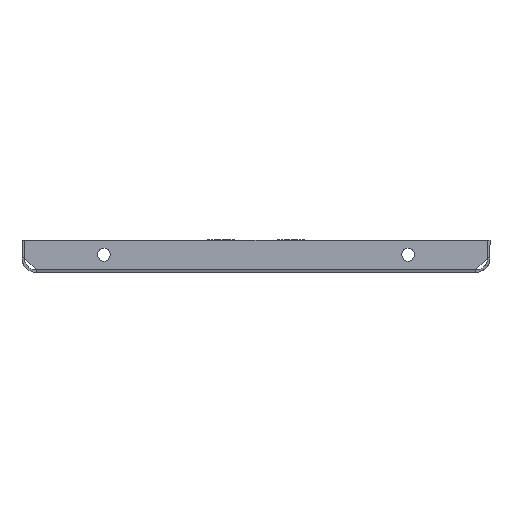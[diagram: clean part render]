
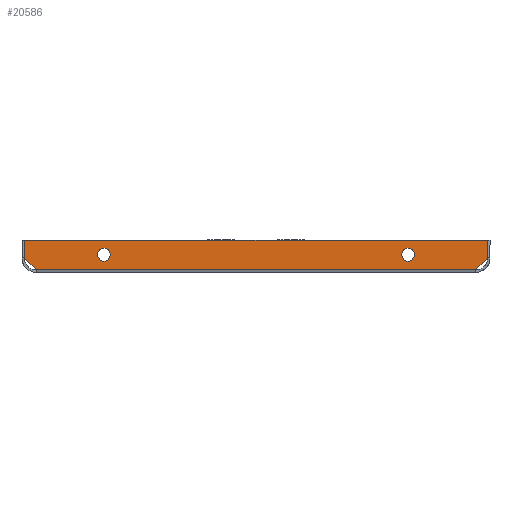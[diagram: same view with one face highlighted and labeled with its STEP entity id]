
A CAD part, front view. The second image highlights one B-rep face of the part: STEP entity #20586.
In plain terms, the highlighted planar face has unit normal (0, -1, 0).
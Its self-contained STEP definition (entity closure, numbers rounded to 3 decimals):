
#1685 = DIRECTION ( 'NONE',  ( 0., 0., 1. ) ) ;
#1687 = CARTESIAN_POINT ( 'NONE',  ( -95.5, -877.5, 11. ) ) ;
#1693 = DIRECTION ( 'NONE',  ( 0.707, 0., -0.707 ) ) ;
#1773 = CARTESIAN_POINT ( 'NONE',  ( -145.4, -877.5, 1.51 ) ) ;
#1874 = CARTESIAN_POINT ( 'NONE',  ( 145.4, -877.5, 1.51 ) ) ;
#1988 = DIRECTION ( 'NONE',  ( -1., 0., 0. ) ) ;
#2080 = DIRECTION ( 'NONE',  ( 0., -1., 0. ) ) ;
#2090 = CARTESIAN_POINT ( 'NONE',  ( -138.016, -877.5, 1.51 ) ) ;
#2092 = CARTESIAN_POINT ( 'NONE',  ( -145.4, -877.5, 20. ) ) ;
#2119 = CARTESIAN_POINT ( 'NONE',  ( -151., -877.5, 14.504 ) ) ;
#2184 = CARTESIAN_POINT ( 'NONE',  ( -95.5, -877.5, 11. ) ) ;
#3004 = DIRECTION ( 'NONE',  ( 0., 0., 1. ) ) ;
#3068 = CARTESIAN_POINT ( 'NONE',  ( -145.4, -877.5, 8.9 ) ) ;
#3175 = DIRECTION ( 'NONE',  ( 0., 1., 0. ) ) ;
#3179 = DIRECTION ( 'NONE',  ( 0., 0., 1. ) ) ;
#3188 = DIRECTION ( 'NONE',  ( -0.707, 0., -0.707 ) ) ;
#3258 = DIRECTION ( 'NONE',  ( 0., 0., 1. ) ) ;
#3272 = DIRECTION ( 'NONE',  ( 0., 0., 1. ) ) ;
#3276 = DIRECTION ( 'NONE',  ( 0., 1., 0. ) ) ;
#3280 = PLANE ( 'NONE',  #16769 ) ;
#3293 = CARTESIAN_POINT ( 'NONE',  ( -145.5, -877.5, 20. ) ) ;
#3303 = CARTESIAN_POINT ( 'NONE',  ( 95.5, -877.5, 11. ) ) ;
#3418 = CARTESIAN_POINT ( 'NONE',  ( 5.611, -877.5, -130.996 ) ) ;
#3420 = DIRECTION ( 'NONE',  ( -1., 0., 0. ) ) ;
#3424 = CARTESIAN_POINT ( 'NONE',  ( -145.5, -877.5, 1.51 ) ) ;
#3555 = CARTESIAN_POINT ( 'NONE',  ( -145.5, -877.5, 20. ) ) ;
#3649 = DIRECTION ( 'NONE',  ( 0., 1., 0. ) ) ;
#3730 = DIRECTION ( 'NONE',  ( 0., 0., 1. ) ) ;
#3787 = DIRECTION ( 'NONE',  ( 0., -1., 0. ) ) ;
#3791 = DIRECTION ( 'NONE',  ( 0., 0., 1. ) ) ;
#3805 = CARTESIAN_POINT ( 'NONE',  ( 95.5, -877.5, 11. ) ) ;
#5455 = ORIENTED_EDGE ( 'NONE', *, *, #24640, .F. ) ;
#5660 = ORIENTED_EDGE ( 'NONE', *, *, #24643, .F. ) ;
#5661 = ORIENTED_EDGE ( 'NONE', *, *, #24644, .F. ) ;
#5859 = ORIENTED_EDGE ( 'NONE', *, *, #24641, .T. ) ;
#6501 = CIRCLE ( 'NONE', #7606, 4. ) ;
#6503 = CIRCLE ( 'NONE', #7607, 4. ) ;
#6509 = VECTOR ( 'NONE', #3188, 1000. ) ;
#6510 = VECTOR ( 'NONE', #1685, 1000. ) ;
#6511 = LINE ( 'NONE', #1773, #6510 ) ;
#6512 = VECTOR ( 'NONE', #1693, 1000. ) ;
#6513 = VECTOR ( 'NONE', #3420, 1000. ) ;
#6514 = LINE ( 'NONE', #3424, #6513 ) ;
#6516 = LINE ( 'NONE', #2119, #6512 ) ;
#6518 = VECTOR ( 'NONE', #3730, 1000. ) ;
#6519 = LINE ( 'NONE', #1874, #6518 ) ;
#6520 = LINE ( 'NONE', #3418, #6509 ) ;
#6521 = VECTOR ( 'NONE', #1988, 1000. ) ;
#6527 = LINE ( 'NONE', #3555, #6521 ) ;
#6957 = CARTESIAN_POINT ( 'NONE',  ( 95.5, -877.5, 15. ) ) ;
#7009 = CARTESIAN_POINT ( 'NONE',  ( 95.5, -877.5, 7. ) ) ;
#7097 = CARTESIAN_POINT ( 'NONE',  ( -95.5, -877.5, 7. ) ) ;
#7275 = CARTESIAN_POINT ( 'NONE',  ( -95.5, -877.5, 15. ) ) ;
#7298 = CARTESIAN_POINT ( 'NONE',  ( 145.4, -877.5, 20. ) ) ;
#7299 = CARTESIAN_POINT ( 'NONE',  ( 145.4, -877.5, 8.9 ) ) ;
#7606 = AXIS2_PLACEMENT_3D ( 'NONE', #1687, #3787, #3791 ) ;
#7607 = AXIS2_PLACEMENT_3D ( 'NONE', #3303, #3175, #3179 ) ;
#7627 = AXIS2_PLACEMENT_3D ( 'NONE', #3805, #3649, #3258 ) ;
#7633 = AXIS2_PLACEMENT_3D ( 'NONE', #2184, #2080, #3004 ) ;
#14267 = CIRCLE ( 'NONE', #7627, 4. ) ;
#14278 = CIRCLE ( 'NONE', #7633, 4. ) ;
#14913 = FACE_BOUND ( 'NONE', #30451, .T. ) ;
#14915 = FACE_BOUND ( 'NONE', #30449, .T. ) ;
#14925 = FACE_OUTER_BOUND ( 'NONE', #30444, .T. ) ;
#16769 = AXIS2_PLACEMENT_3D ( 'NONE', #3293, #3276, #3272 ) ;
#20586 = ADVANCED_FACE ( 'NONE', ( #14925, #14915, #14913 ), #3280, .F. ) ;
#22195 = ORIENTED_EDGE ( 'NONE', *, *, #24639, .T. ) ;
#22245 = ORIENTED_EDGE ( 'NONE', *, *, #24646, .T. ) ;
#22246 = ORIENTED_EDGE ( 'NONE', *, *, #24647, .F. ) ;
#22248 = ORIENTED_EDGE ( 'NONE', *, *, #24586, .T. ) ;
#22252 = ORIENTED_EDGE ( 'NONE', *, *, #24635, .T. ) ;
#22253 = ORIENTED_EDGE ( 'NONE', *, *, #24578, .F. ) ;
#23627 = CARTESIAN_POINT ( 'NONE',  ( 138.016, -877.5, 1.51 ) ) ;
#24578 = EDGE_CURVE ( 'NONE', #26029, #26111, #14278, .T. ) ;
#24586 = EDGE_CURVE ( 'NONE', #26371, #26202, #14267, .T. ) ;
#24635 = EDGE_CURVE ( 'NONE', #26020, #26016, #6527, .T. ) ;
#24639 = EDGE_CURVE ( 'NONE', #26019, #26020, #6519, .T. ) ;
#24640 = EDGE_CURVE ( 'NONE', #26018, #26017, #6514, .T. ) ;
#24641 = EDGE_CURVE ( 'NONE', #26015, #26017, #6516, .T. ) ;
#24643 = EDGE_CURVE ( 'NONE', #26015, #26016, #6511, .T. ) ;
#24644 = EDGE_CURVE ( 'NONE', #26019, #26018, #6520, .T. ) ;
#24646 = EDGE_CURVE ( 'NONE', #26202, #26371, #6503, .T. ) ;
#24647 = EDGE_CURVE ( 'NONE', #26111, #26029, #6501, .T. ) ;
#26015 = VERTEX_POINT ( 'NONE', #3068 ) ;
#26016 = VERTEX_POINT ( 'NONE', #2092 ) ;
#26017 = VERTEX_POINT ( 'NONE', #2090 ) ;
#26018 = VERTEX_POINT ( 'NONE', #23627 ) ;
#26019 = VERTEX_POINT ( 'NONE', #7299 ) ;
#26020 = VERTEX_POINT ( 'NONE', #7298 ) ;
#26029 = VERTEX_POINT ( 'NONE', #7275 ) ;
#26111 = VERTEX_POINT ( 'NONE', #7097 ) ;
#26202 = VERTEX_POINT ( 'NONE', #6957 ) ;
#26371 = VERTEX_POINT ( 'NONE', #7009 ) ;
#30444 = EDGE_LOOP ( 'NONE', ( #5660, #5859, #5455, #5661, #22195, #22252 ) ) ;
#30449 = EDGE_LOOP ( 'NONE', ( #22245, #22248 ) ) ;
#30451 = EDGE_LOOP ( 'NONE', ( #22253, #22246 ) ) ;
